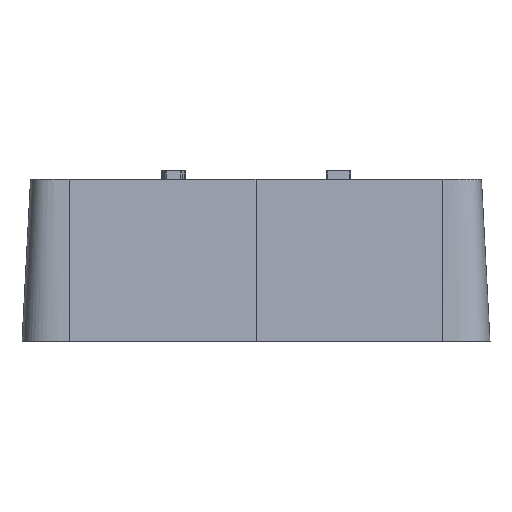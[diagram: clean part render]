
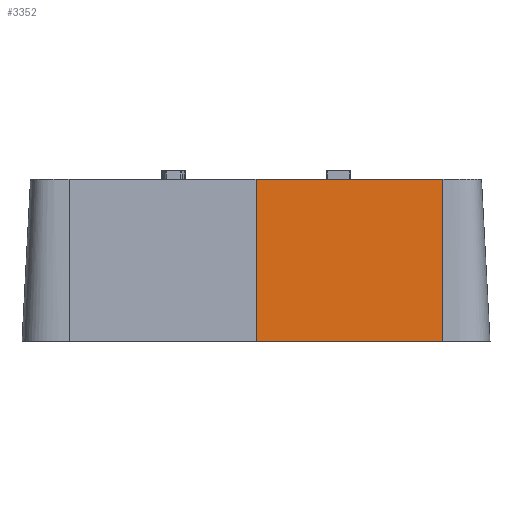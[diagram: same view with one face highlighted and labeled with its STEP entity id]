
A CAD part, front view. The second image highlights one B-rep face of the part: STEP entity #3352.
In plain terms, the highlighted free-form (B-spline) face has degree [5, 1] with [6, 2] control points.
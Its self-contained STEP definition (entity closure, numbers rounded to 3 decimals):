
#782=CARTESIAN_POINT('Vertex',(0.,-116.003,27.)) ;
#786=CARTESIAN_POINT('Control Point',(34.,-116.003,27.)) ;
#787=CARTESIAN_POINT('Control Point',(33.055,-116.003,27.)) ;
#788=CARTESIAN_POINT('Control Point',(32.109,-116.003,27.)) ;
#789=CARTESIAN_POINT('Control Point',(31.183,-116.003,27.)) ;
#790=CARTESIAN_POINT('Control Point',(29.532,-116.003,27.)) ;
#791=CARTESIAN_POINT('Control Point',(28.026,-116.003,27.)) ;
#792=CARTESIAN_POINT('Control Point',(27.362,-116.003,27.)) ;
#793=CARTESIAN_POINT('Control Point',(26.008,-116.003,27.)) ;
#794=CARTESIAN_POINT('Control Point',(24.759,-116.003,27.)) ;
#795=CARTESIAN_POINT('Control Point',(24.115,-116.003,27.)) ;
#796=CARTESIAN_POINT('Control Point',(22.725,-116.003,27.)) ;
#797=CARTESIAN_POINT('Control Point',(21.226,-116.003,27.)) ;
#798=CARTESIAN_POINT('Control Point',(20.377,-116.003,27.)) ;
#799=CARTESIAN_POINT('Control Point',(18.517,-116.003,27.)) ;
#800=CARTESIAN_POINT('Control Point',(16.35,-116.003,27.)) ;
#801=CARTESIAN_POINT('Control Point',(15.188,-116.003,27.)) ;
#802=CARTESIAN_POINT('Control Point',(12.846,-116.003,27.)) ;
#803=CARTESIAN_POINT('Control Point',(10.327,-116.003,27.)) ;
#804=CARTESIAN_POINT('Control Point',(9.09,-116.003,27.)) ;
#805=CARTESIAN_POINT('Control Point',(7.176,-116.003,27.)) ;
#806=CARTESIAN_POINT('Control Point',(5.271,-116.003,27.)) ;
#807=CARTESIAN_POINT('Control Point',(4.61,-116.003,27.)) ;
#808=CARTESIAN_POINT('Control Point',(3.221,-116.003,27.)) ;
#809=CARTESIAN_POINT('Control Point',(1.892,-116.003,27.)) ;
#810=CARTESIAN_POINT('Control Point',(1.217,-116.003,27.)) ;
#811=CARTESIAN_POINT('Control Point',(0.576,-116.003,27.)) ;
#812=CARTESIAN_POINT('Control Point',(0.,-116.003,27.)) ;
#813=CARTESIAN_POINT('Vertex',(34.,-116.003,27.)) ;
#3290=CARTESIAN_POINT('Vertex',(34.,-117.549,-2.5)) ;
#3294=CARTESIAN_POINT('Control Point',(34.,-116.003,27.)) ;
#3295=CARTESIAN_POINT('Control Point',(34.,-117.549,-2.5)) ;
#3305=CARTESIAN_POINT('Control Point',(34.,-116.003,27.)) ;
#3306=CARTESIAN_POINT('Control Point',(34.,-117.549,-2.5)) ;
#3307=CARTESIAN_POINT('Control Point',(27.2,-116.003,27.)) ;
#3308=CARTESIAN_POINT('Control Point',(27.2,-117.549,-2.5)) ;
#3309=CARTESIAN_POINT('Control Point',(20.4,-116.003,27.)) ;
#3310=CARTESIAN_POINT('Control Point',(20.4,-117.549,-2.5)) ;
#3311=CARTESIAN_POINT('Control Point',(25.453,-116.003,27.)) ;
#3312=CARTESIAN_POINT('Control Point',(25.453,-117.549,-2.5)) ;
#3313=CARTESIAN_POINT('Control Point',(6.758,-116.003,27.)) ;
#3314=CARTESIAN_POINT('Control Point',(6.758,-117.549,-2.5)) ;
#3315=CARTESIAN_POINT('Control Point',(0.,-116.003,27.)) ;
#3316=CARTESIAN_POINT('Control Point',(0.,-117.549,-2.5)) ;
#3318=CARTESIAN_POINT('Control Point',(0.,-117.549,-2.5)) ;
#3319=CARTESIAN_POINT('Control Point',(0.49,-117.549,-2.5)) ;
#3320=CARTESIAN_POINT('Control Point',(1.027,-117.549,-2.5)) ;
#3321=CARTESIAN_POINT('Control Point',(1.592,-117.549,-2.5)) ;
#3322=CARTESIAN_POINT('Control Point',(3.148,-117.549,-2.5)) ;
#3323=CARTESIAN_POINT('Control Point',(4.81,-117.549,-2.5)) ;
#3324=CARTESIAN_POINT('Control Point',(5.859,-117.549,-2.5)) ;
#3325=CARTESIAN_POINT('Control Point',(9.233,-117.549,-2.5)) ;
#3326=CARTESIAN_POINT('Control Point',(12.548,-117.549,-2.5)) ;
#3327=CARTESIAN_POINT('Control Point',(14.708,-117.549,-2.5)) ;
#3328=CARTESIAN_POINT('Control Point',(18.633,-117.549,-2.5)) ;
#3329=CARTESIAN_POINT('Control Point',(21.649,-117.549,-2.5)) ;
#3330=CARTESIAN_POINT('Control Point',(22.93,-117.549,-2.5)) ;
#3331=CARTESIAN_POINT('Control Point',(24.712,-117.549,-2.5)) ;
#3332=CARTESIAN_POINT('Control Point',(26.668,-117.549,-2.5)) ;
#3333=CARTESIAN_POINT('Control Point',(27.286,-117.549,-2.5)) ;
#3334=CARTESIAN_POINT('Control Point',(28.865,-117.549,-2.5)) ;
#3335=CARTESIAN_POINT('Control Point',(30.626,-117.549,-2.5)) ;
#3336=CARTESIAN_POINT('Control Point',(31.725,-117.549,-2.5)) ;
#3337=CARTESIAN_POINT('Control Point',(32.862,-117.549,-2.5)) ;
#3338=CARTESIAN_POINT('Control Point',(34.,-117.549,-2.5)) ;
#3339=CARTESIAN_POINT('Vertex',(0.,-117.549,-2.5)) ;
#3343=CARTESIAN_POINT('Control Point',(0.,-116.003,27.)) ;
#3344=CARTESIAN_POINT('Control Point',(0.,-117.549,-2.5)) ;
#3347=ORIENTED_EDGE('',*,*,#3341,.F.) ;
#3348=ORIENTED_EDGE('',*,*,#3296,.T.) ;
#3349=ORIENTED_EDGE('',*,*,#815,.F.) ;
#3350=ORIENTED_EDGE('',*,*,#3345,.F.) ;
#3352=ADVANCED_FACE('Cadre',(#3351),#3304,.T.) ;
#785=B_SPLINE_CURVE_WITH_KNOTS('',5,(#786,#787,#788,#789,#790,#791,#792,#793,#794,#795,#796,#797,#798,#799,#800,#801,#802,#803,#804,#805,#806,#807,#808,#809,#810,#811,#812),.UNSPECIFIED.,.F.,.U.,(6,3,3,3,3,3,3,3,6),(0.,9.454,17.634,26.945,37.45,47.958,57.546,62.7,68.485),.UNSPECIFIED.) ;
#3293=B_SPLINE_CURVE_WITH_KNOTS('',1,(#3294,#3295),.UNSPECIFIED.,.F.,.U.,(2,2),(0.05,29.591),.UNSPECIFIED.) ;
#3317=B_SPLINE_CURVE_WITH_KNOTS('',5,(#3318,#3319,#3320,#3321,#3322,#3323,#3324,#3325,#3326,#3327,#3328,#3329,#3330,#3331,#3332,#3333,#3334,#3335,#3336,#3337,#3338),.UNSPECIFIED.,.F.,.U.,(6,3,3,3,3,3,6),(0.,4.92,13.032,30.881,49.145,57.094,68.47),.UNSPECIFIED.) ;
#3342=B_SPLINE_CURVE_WITH_KNOTS('',1,(#3343,#3344),.UNSPECIFIED.,.F.,.U.,(2,2),(0.05,29.591),.UNSPECIFIED.) ;
#3304=B_SPLINE_SURFACE_WITH_KNOTS('',5,1,((#3305,#3306),(#3307,#3308),(#3309,#3310),(#3311,#3312),(#3313,#3314),(#3315,#3316)),.UNSPECIFIED.,.F.,.F.,.U.,(6,6),(2,2),(0.,58.89),(0.05,29.591),.UNSPECIFIED.) ;
#815=EDGE_CURVE('',#783,#814,#785,.F.) ;
#3296=EDGE_CURVE('',#3291,#814,#3293,.F.) ;
#3341=EDGE_CURVE('',#3291,#3340,#3317,.F.) ;
#3345=EDGE_CURVE('',#3340,#783,#3342,.F.) ;
#3346=EDGE_LOOP('',(#3347,#3348,#3349,#3350)) ;
#3351=FACE_OUTER_BOUND('',#3346,.T.) ;
#783=VERTEX_POINT('',#782) ;
#814=VERTEX_POINT('',#813) ;
#3291=VERTEX_POINT('',#3290) ;
#3340=VERTEX_POINT('',#3339) ;
